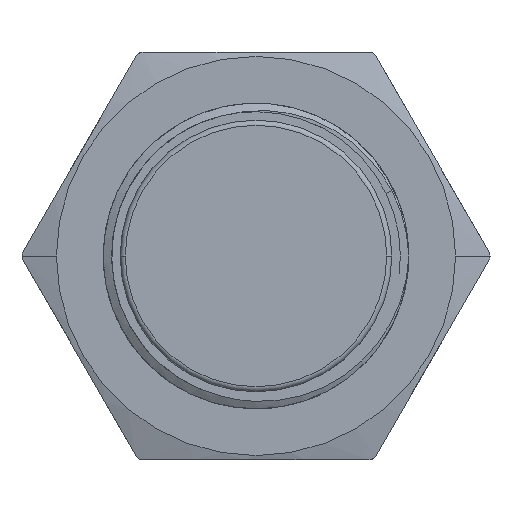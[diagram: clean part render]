
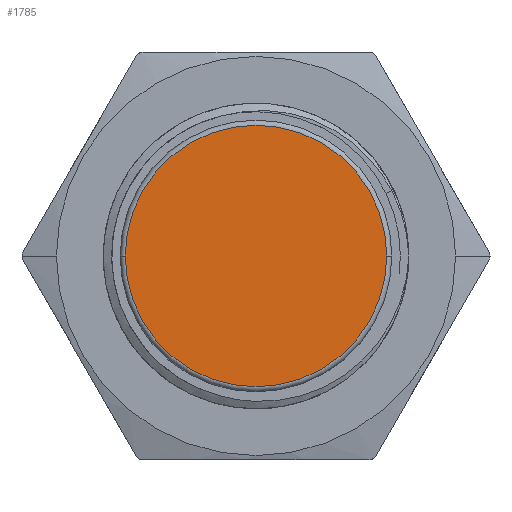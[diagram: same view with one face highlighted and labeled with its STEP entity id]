
A CAD part, front view. The second image highlights one B-rep face of the part: STEP entity #1785.
In plain terms, the highlighted planar face has unit normal (0, -1, 0).
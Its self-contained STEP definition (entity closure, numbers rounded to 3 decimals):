
#764=CIRCLE('',#17287,7.7);
#765=CIRCLE('',#17289,7.7);
#1785=ADVANCED_FACE('',(#3176),#2348,.T.);
#2348=PLANE('',#17290);
#3176=FACE_OUTER_BOUND('',#4091,.T.);
#4091=EDGE_LOOP('',(#9500,#9501));
#9500=ORIENTED_EDGE('',*,*,#14504,.T.);
#9501=ORIENTED_EDGE('',*,*,#14503,.T.);
#12260=VERTEX_POINT('',#47354);
#12261=VERTEX_POINT('',#47356);
#14503=EDGE_CURVE('',#12260,#12261,#764,.T.);
#14504=EDGE_CURVE('',#12261,#12260,#765,.T.);
#17287=AXIS2_PLACEMENT_3D('',#47357,#20175,#20176);
#17289=AXIS2_PLACEMENT_3D('',#47359,#20179,#20180);
#17290=AXIS2_PLACEMENT_3D('',#47360,#20181,#20182);
#20175=DIRECTION('',(0.,-1.,0.));
#20176=DIRECTION('',(1.,0.,0.));
#20179=DIRECTION('',(0.,-1.,0.));
#20180=DIRECTION('',(-1.,0.,0.));
#20181=DIRECTION('',(0.,-1.,0.));
#20182=DIRECTION('',(0.,0.,1.));
#47354=CARTESIAN_POINT('',(7.7,-12.,0.));
#47356=CARTESIAN_POINT('',(-7.7,-12.,0.));
#47357=CARTESIAN_POINT('',(0.,-12.,0.));
#47359=CARTESIAN_POINT('',(0.,-12.,0.));
#47360=CARTESIAN_POINT('',(0.,-12.,0.));
